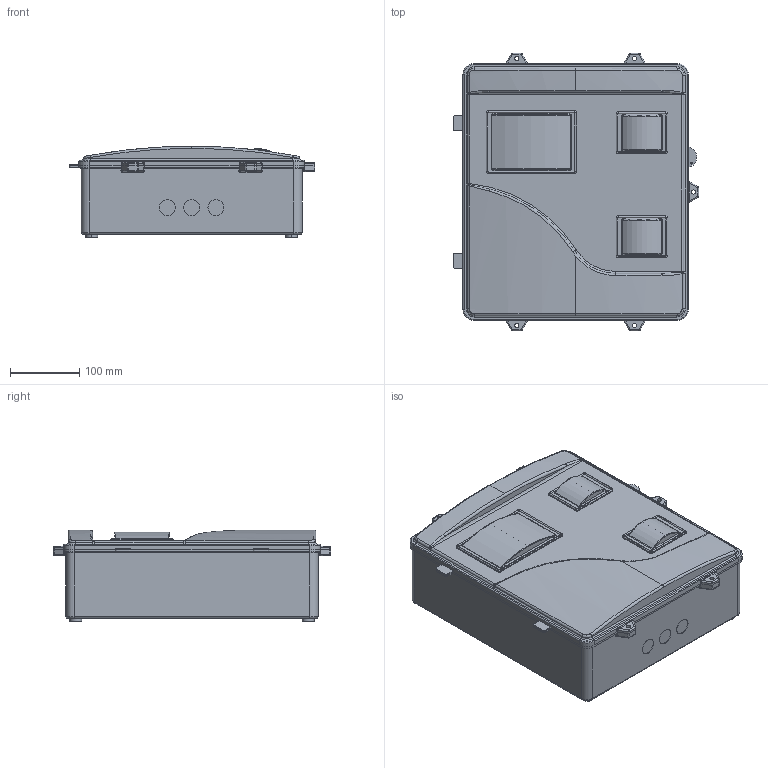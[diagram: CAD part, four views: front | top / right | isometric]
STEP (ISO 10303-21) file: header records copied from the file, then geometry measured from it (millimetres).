
FILE_DESCRIPTION (( 'STEP AP214' ), '1' );
FILE_NAME ('MSP306-3-55 Êîðïóñ ïëàñòèêîâûé ÙÓÐí-Ï 3_6 IP55.STEP', '2016-10-21T06:39:10', ( '' ), ( '' ), 'SwSTEP 2.0', 'SolidWorks 2014', '' );
FILE_SCHEMA (( 'AUTOMOTIVE_DESIGN' ));
Length unit declared in the file: millimetre
Products named in the file (1): MSP306-3-55 Êîðïóñ ïëàñòèêîâûé ÙÓÐí-Ï 3_6 IP55
Bounding box: 354 x 400 x 132 mm (x, y, z)
Volume: 1217601.1 mm3; surface area: 1143315.3 mm2
Topology: 6 solids, 6 shells, 834 faces, 2038 edges, 1222 vertices
Faces by surface type: cylinder 372, plane 254, torus 108, bspline 52, sphere 48
Entity records: 27547 total; most frequent: CARTESIAN_POINT 7749, DIRECTION 4338, ORIENTED_EDGE 4032, EDGE_CURVE 2016, AXIS2_PLACEMENT_3D 1671, VERTEX_POINT 1222, VECTOR 996, LINE 996
